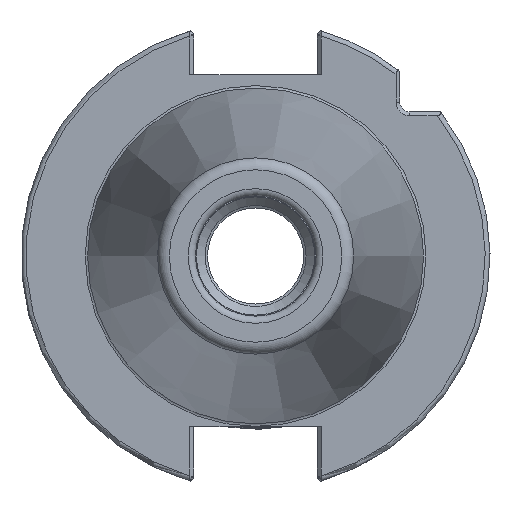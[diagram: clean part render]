
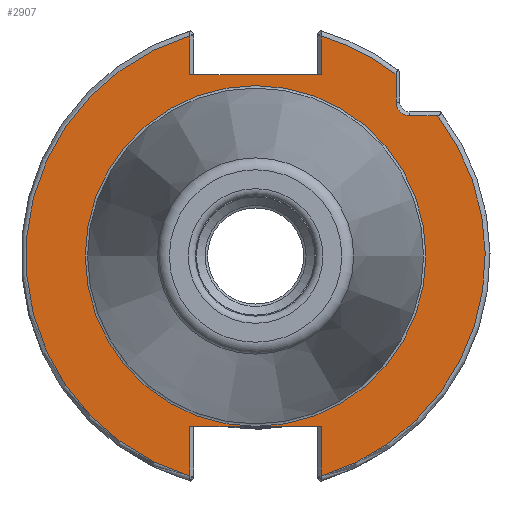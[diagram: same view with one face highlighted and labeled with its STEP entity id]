
A CAD part, left-side view. The second image highlights one B-rep face of the part: STEP entity #2907.
In plain terms, the highlighted planar face has unit normal (-1, 0, 0).
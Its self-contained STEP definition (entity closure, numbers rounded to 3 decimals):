
#86=FACE_BOUND('',#674,.T.);
#188=CIRCLE('',#3206,47.75);
#189=CIRCLE('',#3208,47.75);
#190=CIRCLE('',#3209,2.8);
#191=CIRCLE('',#3210,47.75);
#192=CIRCLE('',#3211,35.425);
#497=FACE_OUTER_BOUND('',#673,.T.);
#673=EDGE_LOOP('',(#2235,#2236,#2237,#2238,#2239,#2240,#2241,#2242,#2243,
#2244,#2245,#2246));
#674=EDGE_LOOP('',(#2247));
#813=LINE('',#5014,#987);
#837=LINE('',#5324,#1011);
#839=LINE('',#5403,#1013);
#840=LINE('',#5405,#1014);
#841=LINE('',#5409,#1015);
#842=LINE('',#5413,#1016);
#843=LINE('',#5416,#1017);
#844=LINE('',#5417,#1018);
#987=VECTOR('',#3630,10.);
#1011=VECTOR('',#3682,10.);
#1013=VECTOR('',#3704,10.);
#1014=VECTOR('',#3705,10.);
#1015=VECTOR('',#3708,10.);
#1016=VECTOR('',#3711,10.);
#1017=VECTOR('',#3714,10.);
#1018=VECTOR('',#3715,10.);
#1228=VERTEX_POINT('',#5012);
#1229=VERTEX_POINT('',#5013);
#1262=VERTEX_POINT('',#5317);
#1265=VERTEX_POINT('',#5322);
#1272=VERTEX_POINT('',#5381);
#1274=VERTEX_POINT('',#5402);
#1275=VERTEX_POINT('',#5404);
#1276=VERTEX_POINT('',#5406);
#1277=VERTEX_POINT('',#5408);
#1278=VERTEX_POINT('',#5410);
#1279=VERTEX_POINT('',#5412);
#1280=VERTEX_POINT('',#5414);
#1281=VERTEX_POINT('',#5418);
#1569=EDGE_CURVE('',#1228,#1229,#813,.T.);
#1614=EDGE_CURVE('',#1265,#1262,#837,.T.);
#1626=EDGE_CURVE('',#1262,#1272,#188,.T.);
#1629=EDGE_CURVE('',#1265,#1274,#839,.T.);
#1630=EDGE_CURVE('',#1275,#1274,#840,.T.);
#1631=EDGE_CURVE('',#1276,#1275,#189,.T.);
#1632=EDGE_CURVE('',#1277,#1276,#841,.T.);
#1633=EDGE_CURVE('',#1278,#1277,#190,.T.);
#1634=EDGE_CURVE('',#1279,#1278,#842,.T.);
#1635=EDGE_CURVE('',#1280,#1279,#191,.T.);
#1636=EDGE_CURVE('',#1228,#1280,#843,.T.);
#1637=EDGE_CURVE('',#1272,#1229,#844,.T.);
#1638=EDGE_CURVE('',#1281,#1281,#192,.T.);
#2235=ORIENTED_EDGE('',*,*,#1614,.F.);
#2236=ORIENTED_EDGE('',*,*,#1629,.T.);
#2237=ORIENTED_EDGE('',*,*,#1630,.F.);
#2238=ORIENTED_EDGE('',*,*,#1631,.F.);
#2239=ORIENTED_EDGE('',*,*,#1632,.F.);
#2240=ORIENTED_EDGE('',*,*,#1633,.F.);
#2241=ORIENTED_EDGE('',*,*,#1634,.F.);
#2242=ORIENTED_EDGE('',*,*,#1635,.F.);
#2243=ORIENTED_EDGE('',*,*,#1636,.F.);
#2244=ORIENTED_EDGE('',*,*,#1569,.T.);
#2245=ORIENTED_EDGE('',*,*,#1637,.F.);
#2246=ORIENTED_EDGE('',*,*,#1626,.F.);
#2247=ORIENTED_EDGE('',*,*,#1638,.T.);
#2794=PLANE('',#3207);
#2907=ADVANCED_FACE('',(#497,#86),#2794,.T.);
#3206=AXIS2_PLACEMENT_3D('',#5382,#3700,#3701);
#3207=AXIS2_PLACEMENT_3D('',#5401,#3702,#3703);
#3208=AXIS2_PLACEMENT_3D('',#5407,#3706,#3707);
#3209=AXIS2_PLACEMENT_3D('',#5411,#3709,#3710);
#3210=AXIS2_PLACEMENT_3D('',#5415,#3712,#3713);
#3211=AXIS2_PLACEMENT_3D('',#5419,#3716,#3717);
#3630=DIRECTION('',(0.,1.,0.));
#3682=DIRECTION('',(0.,0.,-1.));
#3700=DIRECTION('center_axis',(1.,0.,0.));
#3701=DIRECTION('ref_axis',(0.,0.,-1.));
#3702=DIRECTION('center_axis',(-1.,0.,0.));
#3703=DIRECTION('ref_axis',(0.,0.,1.));
#3704=DIRECTION('',(0.,-1.,0.));
#3705=DIRECTION('',(0.,0.,1.));
#3706=DIRECTION('center_axis',(1.,0.,0.));
#3707=DIRECTION('ref_axis',(0.,0.,-1.));
#3708=DIRECTION('',(0.,-1.,0.));
#3709=DIRECTION('center_axis',(-1.,0.,0.));
#3710=DIRECTION('ref_axis',(0.,1.,0.));
#3711=DIRECTION('',(0.,0.,-1.));
#3712=DIRECTION('center_axis',(1.,0.,0.));
#3713=DIRECTION('ref_axis',(0.,0.,-1.));
#3714=DIRECTION('',(0.,0.,1.));
#3715=DIRECTION('',(0.,0.,-1.));
#3716=DIRECTION('center_axis',(1.,0.,0.));
#3717=DIRECTION('ref_axis',(0.,0.,-1.));
#5012=CARTESIAN_POINT('',(3.2,-13.65,37.7));
#5013=CARTESIAN_POINT('',(3.2,13.65,37.7));
#5014=CARTESIAN_POINT('',(3.2,30.3,37.7));
#5317=CARTESIAN_POINT('',(3.2,13.65,-45.757));
#5322=CARTESIAN_POINT('',(3.2,13.65,-35.5));
#5324=CARTESIAN_POINT('',(3.2,13.65,-17.75));
#5381=CARTESIAN_POINT('',(3.2,13.65,45.757));
#5382=CARTESIAN_POINT('Origin',(3.2,0.,0.));
#5401=CARTESIAN_POINT('Origin',(3.2,47.75,0.));
#5402=CARTESIAN_POINT('',(3.2,-13.65,-35.5));
#5403=CARTESIAN_POINT('',(3.2,17.45,-35.5));
#5404=CARTESIAN_POINT('',(3.2,-13.65,-45.757));
#5405=CARTESIAN_POINT('',(3.2,-13.65,-27.75));
#5406=CARTESIAN_POINT('',(3.2,-37.781,29.2));
#5407=CARTESIAN_POINT('Origin',(3.2,0.,0.));
#5408=CARTESIAN_POINT('',(3.2,-32.,29.2));
#5409=CARTESIAN_POINT('',(3.2,7.875,29.2));
#5410=CARTESIAN_POINT('',(3.2,-29.2,32.));
#5411=CARTESIAN_POINT('Origin',(3.2,-32.,32.));
#5412=CARTESIAN_POINT('',(3.2,-29.2,37.781));
#5413=CARTESIAN_POINT('',(3.2,-29.2,20.));
#5414=CARTESIAN_POINT('',(3.2,-13.65,45.757));
#5415=CARTESIAN_POINT('Origin',(3.2,0.,0.));
#5416=CARTESIAN_POINT('',(3.2,-13.65,18.85));
#5417=CARTESIAN_POINT('',(3.2,13.65,28.85));
#5418=CARTESIAN_POINT('',(3.2,0.,35.425));
#5419=CARTESIAN_POINT('Origin',(3.2,0.,0.));
